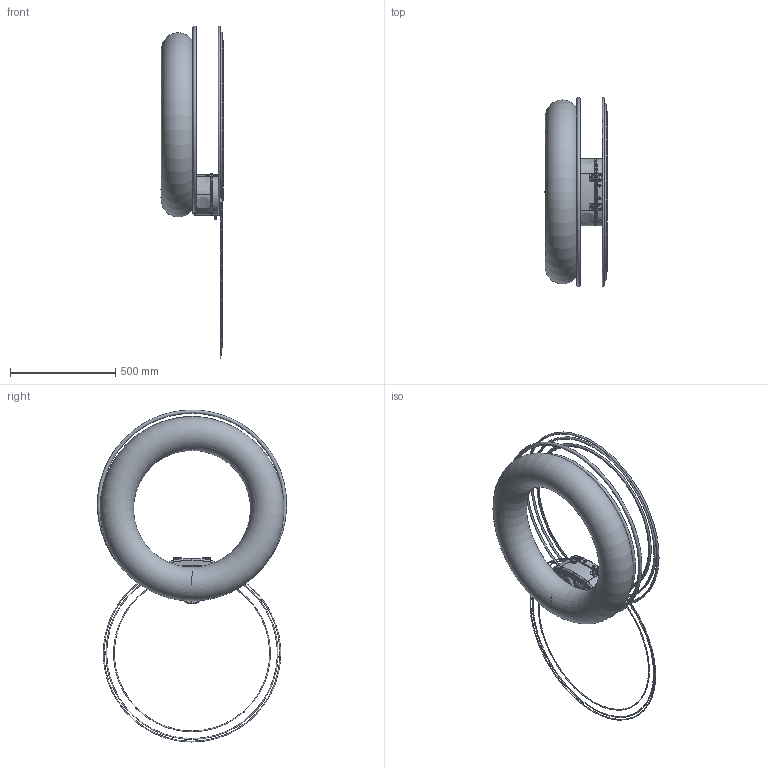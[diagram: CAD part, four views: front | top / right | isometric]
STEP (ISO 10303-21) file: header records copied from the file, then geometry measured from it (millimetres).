
FILE_DESCRIPTION(('STEP AP214'),'1');
FILE_NAME('_V Single Elly.STP','2025-09-01T10:48:28',(' '),(' '),'Spatial InterOp 3D',' ',' ');
FILE_SCHEMA(('AUTOMOTIVE_DESIGN { 1 0 10303 214 1 1 1 1 }'));
Length unit declared in the file: millimetre
Products named in the file (1): _0001_ASM|PRODUCT_293#PRODUCT_293;PRODUCT_293
Bounding box: 296.59 x 899.7 x 1578.16 mm (x, y, z)
Volume: 148.8 mm3; surface area: 2246540.7 mm2
Topology: 5 solids, 1899 shells, 2488 faces, 11194 edges, 10555 vertices
Faces by surface type: bspline 1986, torus 375, plane 65, sphere 62
Entity records: 256257 total; most frequent: CARTESIAN_POINT 155080, DIRECTION 14150, ORIENTED_EDGE 12568, EDGE_CURVE 11089, VERTEX_POINT 10537, AXIS2_PLACEMENT_3D 5452, B_SPLINE_CURVE_WITH_KNOTS 4791, LINE 3246
